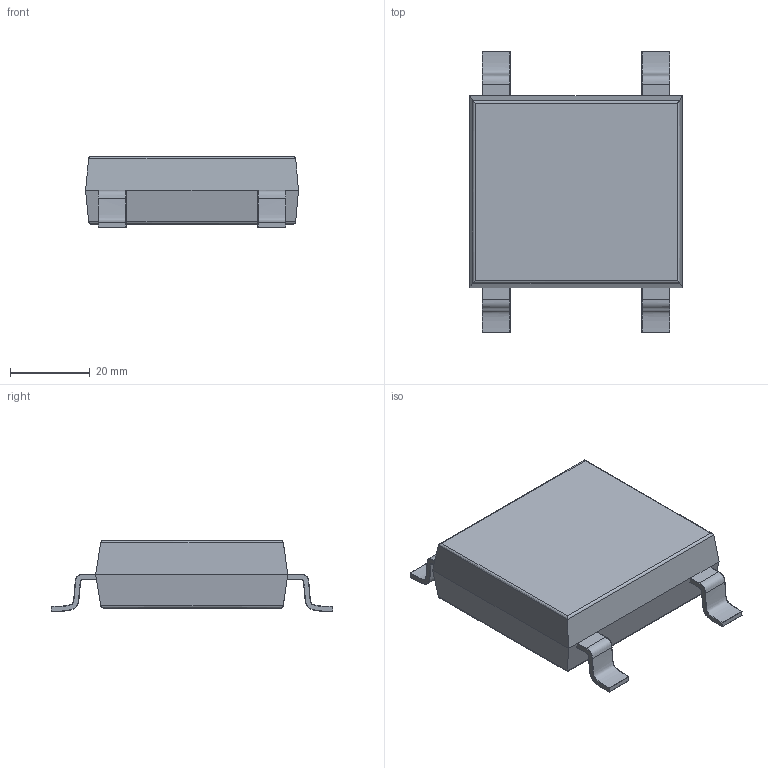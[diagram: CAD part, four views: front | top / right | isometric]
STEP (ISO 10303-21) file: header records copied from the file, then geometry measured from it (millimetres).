
FILE_DESCRIPTION(/* description */ (''),/* implementation_level */ '2;1');
FILE_NAME(/* name */ 'LMBS-1',/* time_stamp */ '2020-03-13T10:47:52+08:00',/* author */ (''),/* organization */ (''),/* preprocessor_version */ 'ST-DEVELOPER v16.5',/* originating_system */ '',/* authorisation */ '');
FILE_SCHEMA (('AUTOMOTIVE_DESIGN'));
Length unit declared in the file: centimetre
Products named in the file (1): Document
Bounding box: 53.3 x 70.55 x 17.76 mm (x, y, z)
Surface area: 9252.8 mm2 (no closed solid volume)
Topology: 0 solids, 5 shells, 170 faces, 368 edges, 204 vertices
Faces by surface type: bspline 144, plane 26
Entity records: 8869 total; most frequent: CARTESIAN_POINT 6833, ORIENTED_EDGE 721, EDGE_CURVE 369, VERTEX_POINT 204, ADVANCED_FACE 170, FACE_OUTER_BOUND 170, EDGE_LOOP 170, B_SPLINE_CURVE_WITH_KNOTS 56
